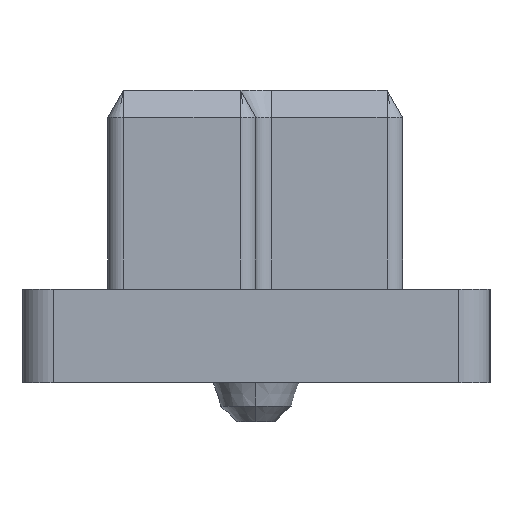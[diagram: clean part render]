
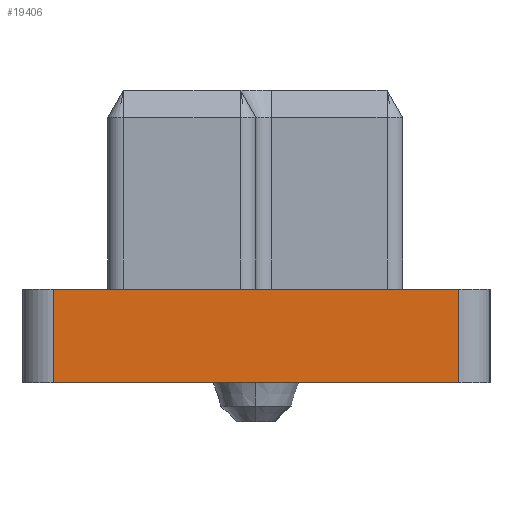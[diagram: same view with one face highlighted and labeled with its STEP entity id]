
A CAD part, left-side view. The second image highlights one B-rep face of the part: STEP entity #19406.
In plain terms, the highlighted planar face has unit normal (-1, 0, 0).
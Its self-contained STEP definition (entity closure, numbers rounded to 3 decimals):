
#5015=DIRECTION('',(0.,-1.,0.));
#5016=VECTOR('',#5015,5.2);
#5017=CARTESIAN_POINT('',(-14.9,2.6,-2.55));
#5018=LINE('',#5017,#5016);
#5039=DIRECTION('',(0.,0.,-1.));
#5040=VECTOR('',#5039,1.2);
#5041=CARTESIAN_POINT('',(-14.9,2.6,-2.55));
#5042=LINE('',#5041,#5040);
#5066=DIRECTION('',(0.,0.,-1.));
#5067=VECTOR('',#5066,1.2);
#5068=CARTESIAN_POINT('',(-14.9,-2.6,-2.55));
#5069=LINE('',#5068,#5067);
#5127=DIRECTION('',(0.,-1.,0.));
#5128=VECTOR('',#5127,5.2);
#5129=CARTESIAN_POINT('',(-14.9,2.6,-3.75));
#5130=LINE('',#5129,#5128);
#9716=CARTESIAN_POINT('',(-14.9,2.6,-2.55));
#9717=CARTESIAN_POINT('',(-14.9,2.6,-3.75));
#9718=VERTEX_POINT('',#9716);
#9719=VERTEX_POINT('',#9717);
#9736=CARTESIAN_POINT('',(-14.9,-2.6,-3.75));
#9737=VERTEX_POINT('',#9736);
#9738=CARTESIAN_POINT('',(-14.9,-2.6,-2.55));
#9739=VERTEX_POINT('',#9738);
#19393=CARTESIAN_POINT('',(-14.9,3.,-3.75));
#19394=DIRECTION('',(-1.,0.,0.));
#19395=DIRECTION('',(0.,-1.,0.));
#19396=AXIS2_PLACEMENT_3D('',#19393,#19394,#19395);
#19397=PLANE('',#19396);
#19398=ORIENTED_EDGE('',*,*,#19383,.F.);
#19399=ORIENTED_EDGE('',*,*,#19336,.T.);
#19401=ORIENTED_EDGE('',*,*,#19400,.T.);
#19403=ORIENTED_EDGE('',*,*,#19402,.F.);
#19404=EDGE_LOOP('',(#19398,#19399,#19401,#19403));
#19405=FACE_OUTER_BOUND('',#19404,.F.);
#19336=EDGE_CURVE('',#9718,#9739,#5018,.T.);
#19383=EDGE_CURVE('',#9718,#9719,#5042,.T.);
#19400=EDGE_CURVE('',#9739,#9737,#5069,.T.);
#19402=EDGE_CURVE('',#9719,#9737,#5130,.T.);
#19406=ADVANCED_FACE('',(#19405),#19397,.T.);
